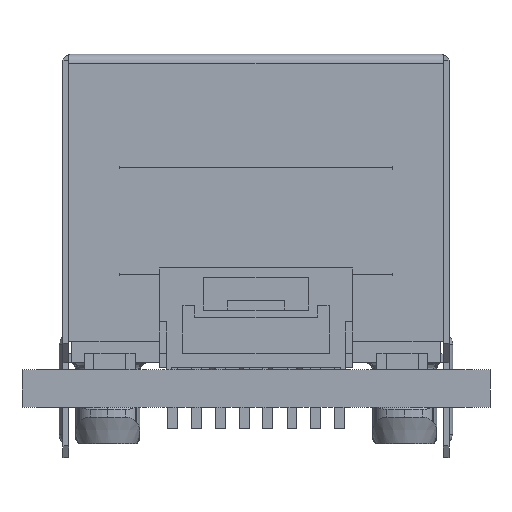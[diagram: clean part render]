
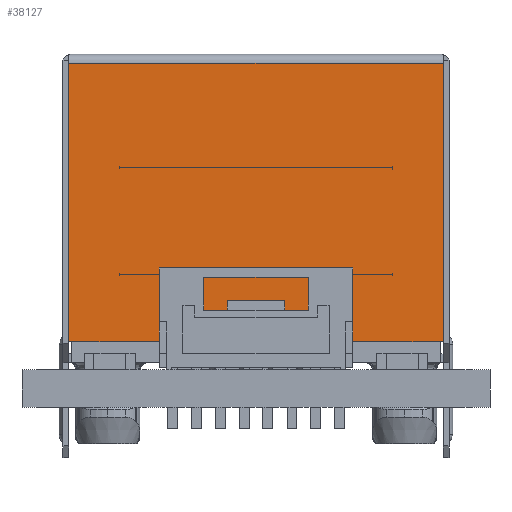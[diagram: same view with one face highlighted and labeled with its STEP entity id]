
A CAD part, left-side view. The second image highlights one B-rep face of the part: STEP entity #38127.
In plain terms, the highlighted face is planar.
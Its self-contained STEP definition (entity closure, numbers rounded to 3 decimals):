
#37513 = VERTEX_POINT('',#37514);
#37514 = CARTESIAN_POINT('',(-2.982,-1.903,-9.305)
  );
#37520 = EDGE_CURVE('',#37521,#37513,#37523,.T.);
#37521 = VERTEX_POINT('',#37522);
#37522 = CARTESIAN_POINT('',(-2.982,-1.014,
    -9.305));
#37523 = LINE('',#37524,#37525);
#37524 = CARTESIAN_POINT('',(-2.982,-1.903,-9.305)
  );
#37525 = VECTOR('',#37526,1.);
#37526 = DIRECTION('',(0.,-1.,0.));
#37542 = EDGE_CURVE('',#37513,#37543,#37545,.T.);
#37543 = VERTEX_POINT('',#37544);
#37544 = CARTESIAN_POINT('',(-8.062,-1.903,-9.305));
#37545 = LINE('',#37546,#37547);
#37546 = CARTESIAN_POINT('',(7.94,-1.903,-9.305));
#37547 = VECTOR('',#37548,1.);
#37548 = DIRECTION('',(-1.,0.,0.));
#37583 = VERTEX_POINT('',#37584);
#37584 = CARTESIAN_POINT('',(-8.062,10.01,-9.305));
#37591 = EDGE_CURVE('',#37543,#37583,#37592,.T.);
#37592 = LINE('',#37593,#37594);
#37593 = CARTESIAN_POINT('',(-8.062,-1.903,-9.305));
#37594 = VECTOR('',#37595,1.);
#37595 = DIRECTION('',(0.,1.,0.));
#37671 = VERTEX_POINT('',#37672);
#37672 = CARTESIAN_POINT('',(7.94,10.01,-9.305));
#37698 = VERTEX_POINT('',#37699);
#37699 = CARTESIAN_POINT('',(7.94,-1.903,-9.305));
#37705 = EDGE_CURVE('',#37671,#37698,#37706,.T.);
#37706 = LINE('',#37707,#37708);
#37707 = CARTESIAN_POINT('',(7.94,-1.903,-9.305));
#37708 = VECTOR('',#37709,1.);
#37709 = DIRECTION('',(0.,-1.,0.));
#37719 = EDGE_CURVE('',#37698,#37720,#37722,.T.);
#37720 = VERTEX_POINT('',#37721);
#37721 = CARTESIAN_POINT('',(2.86,-1.903,-9.305));
#37722 = LINE('',#37723,#37724);
#37723 = CARTESIAN_POINT('',(7.94,-1.903,-9.305));
#37724 = VECTOR('',#37725,1.);
#37725 = DIRECTION('',(-1.,0.,0.));
#37759 = VERTEX_POINT('',#37760);
#37760 = CARTESIAN_POINT('',(2.86,-1.014,-9.305
    ));
#37766 = EDGE_CURVE('',#37720,#37759,#37767,.T.);
#37767 = LINE('',#37768,#37769);
#37768 = CARTESIAN_POINT('',(2.86,-1.903,-9.305));
#37769 = VECTOR('',#37770,1.);
#37770 = DIRECTION('',(0.,1.,0.));
#38127 = ADVANCED_FACE('',(#38128),#38174,.T.);
#38128 = FACE_BOUND('',#38129,.T.);
#38129 = EDGE_LOOP('',(#38130,#38131,#38137,#38138,#38139,#38140,#38149,
    #38157,#38165,#38172,#38173));
#38130 = ORIENTED_EDGE('',*,*,#37591,.T.);
#38131 = ORIENTED_EDGE('',*,*,#38132,.T.);
#38132 = EDGE_CURVE('',#37583,#37671,#38133,.T.);
#38133 = LINE('',#38134,#38135);
#38134 = CARTESIAN_POINT('',(7.94,10.01,-9.305));
#38135 = VECTOR('',#38136,1.);
#38136 = DIRECTION('',(1.,0.,0.));
#38137 = ORIENTED_EDGE('',*,*,#37705,.T.);
#38138 = ORIENTED_EDGE('',*,*,#37719,.T.);
#38139 = ORIENTED_EDGE('',*,*,#37766,.T.);
#38140 = ORIENTED_EDGE('',*,*,#38141,.T.);
#38141 = EDGE_CURVE('',#37759,#38142,#38144,.T.);
#38142 = VERTEX_POINT('',#38143);
#38143 = CARTESIAN_POINT('',(2.606,-0.76,-9.305));
#38144 = CIRCLE('',#38145,0.254);
#38145 = AXIS2_PLACEMENT_3D('',#38146,#38147,#38148);
#38146 = CARTESIAN_POINT('',(2.606,-1.014,-9.305));
#38147 = DIRECTION('',(0.,0.,1.));
#38148 = DIRECTION('',(-1.,0.,0.));
#38149 = ORIENTED_EDGE('',*,*,#38150,.F.);
#38150 = EDGE_CURVE('',#38151,#38142,#38153,.T.);
#38151 = VERTEX_POINT('',#38152);
#38152 = CARTESIAN_POINT('',(-2.609,-0.76,
    -9.305));
#38153 = LINE('',#38154,#38155);
#38154 = CARTESIAN_POINT('',(2.606,-0.76,-9.305));
#38155 = VECTOR('',#38156,1.);
#38156 = DIRECTION('',(1.,0.,0.));
#38157 = ORIENTED_EDGE('',*,*,#38158,.F.);
#38158 = EDGE_CURVE('',#38159,#38151,#38161,.T.);
#38159 = VERTEX_POINT('',#38160);
#38160 = CARTESIAN_POINT('',(-2.609,-0.789,
    -9.305));
#38161 = LINE('',#38162,#38163);
#38162 = CARTESIAN_POINT('',(-2.609,-0.76,
    -9.305));
#38163 = VECTOR('',#38164,1.);
#38164 = DIRECTION('',(0.,1.,0.));
#38165 = ORIENTED_EDGE('',*,*,#38166,.T.);
#38166 = EDGE_CURVE('',#38159,#37521,#38167,.T.);
#38167 = CIRCLE('',#38168,0.254);
#38168 = AXIS2_PLACEMENT_3D('',#38169,#38170,#38171);
#38169 = CARTESIAN_POINT('',(-2.728,-1.014,-9.305));
#38170 = DIRECTION('',(0.,0.,1.));
#38171 = DIRECTION('',(-1.,0.,0.));
#38172 = ORIENTED_EDGE('',*,*,#37520,.T.);
#38173 = ORIENTED_EDGE('',*,*,#37542,.T.);
#38174 = PLANE('',#38175);
#38175 = AXIS2_PLACEMENT_3D('',#38176,#38177,#38178);
#38176 = CARTESIAN_POINT('',(7.94,-1.903,-9.305));
#38177 = DIRECTION('',(0.,0.,-1.));
#38178 = DIRECTION('',(-1.,0.,0.));
